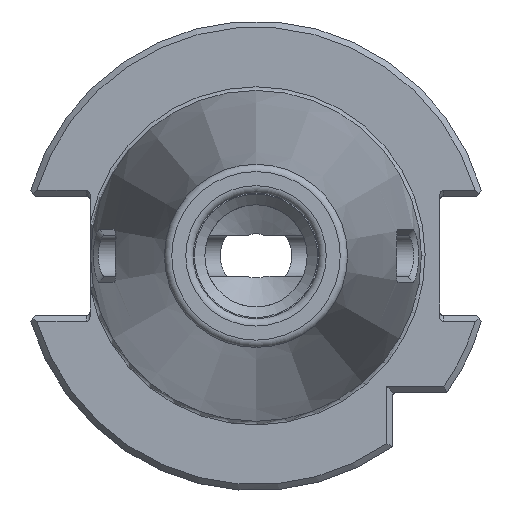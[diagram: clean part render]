
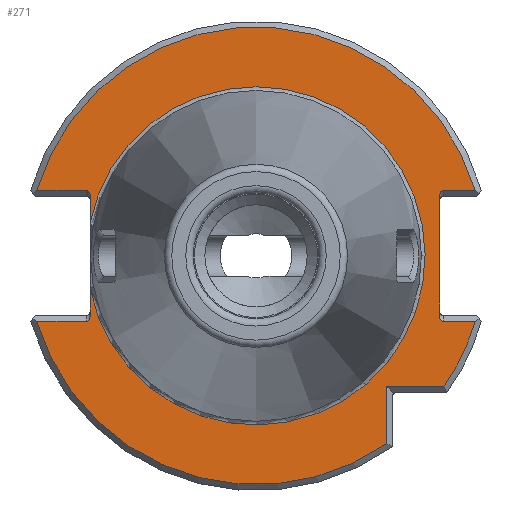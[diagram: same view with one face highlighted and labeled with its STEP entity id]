
A CAD part, left-side view. The second image highlights one B-rep face of the part: STEP entity #271.
In plain terms, the highlighted planar face has unit normal (-1, 0, 0).
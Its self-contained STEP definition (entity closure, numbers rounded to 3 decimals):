
#271 = ADVANCED_FACE( '', ( #614 ), #615, .T. );
#614 = FACE_OUTER_BOUND( '', #1067, .T. );
#615 = PLANE( '', #1068 );
#1067 = EDGE_LOOP( '', ( #1886, #1887, #1888, #1889, #1890, #1891, #1892, #1893, #1894, #1895, #1896, #1897, #1898, #1899, #1900, #1901, #1902 ) );
#1068 = AXIS2_PLACEMENT_3D( '', #1903, #1904, #1905 );
#1886 = ORIENTED_EDGE( '', *, *, #2474, .T. );
#1887 = ORIENTED_EDGE( '', *, *, #2725, .T. );
#1888 = ORIENTED_EDGE( '', *, *, #2665, .T. );
#1889 = ORIENTED_EDGE( '', *, *, #2726, .T. );
#1890 = ORIENTED_EDGE( '', *, *, #2727, .T. );
#1891 = ORIENTED_EDGE( '', *, *, #2728, .T. );
#1892 = ORIENTED_EDGE( '', *, *, #2532, .T. );
#1893 = ORIENTED_EDGE( '', *, *, #2615, .F. );
#1894 = ORIENTED_EDGE( '', *, *, #2682, .T. );
#1895 = ORIENTED_EDGE( '', *, *, #2425, .T. );
#1896 = ORIENTED_EDGE( '', *, *, #2710, .T. );
#1897 = ORIENTED_EDGE( '', *, *, #2729, .T. );
#1898 = ORIENTED_EDGE( '', *, *, #2730, .T. );
#1899 = ORIENTED_EDGE( '', *, *, #2714, .F. );
#1900 = ORIENTED_EDGE( '', *, *, #2731, .F. );
#1901 = ORIENTED_EDGE( '', *, *, #2712, .F. );
#1902 = ORIENTED_EDGE( '', *, *, #2662, .T. );
#1903 = CARTESIAN_POINT( '', ( 3.2, 0., 22.891 ) );
#1904 = DIRECTION( '', ( -1., 0., 0. ) );
#1905 = DIRECTION( '', ( 0., 0., 1. ) );
#2425 = EDGE_CURVE( '', #2857, #2855, #2858, .T. );
#2474 = EDGE_CURVE( '', #2941, #2939, #2942, .T. );
#2532 = EDGE_CURVE( '', #3044, #3045, #3046, .F. );
#2615 = EDGE_CURVE( '', #3181, #3045, #3183, .T. );
#2662 = EDGE_CURVE( '', #3249, #2941, #3250, .F. );
#2665 = EDGE_CURVE( '', #3253, #3254, #3255, .T. );
#2682 = EDGE_CURVE( '', #3181, #2857, #3277, .F. );
#2710 = EDGE_CURVE( '', #2855, #3315, #3317, .T. );
#2712 = EDGE_CURVE( '', #3249, #3319, #3320, .T. );
#2714 = EDGE_CURVE( '', #3321, #3323, #3324, .T. );
#2725 = EDGE_CURVE( '', #2939, #3253, #3340, .T. );
#2726 = EDGE_CURVE( '', #3254, #3341, #3342, .T. );
#2727 = EDGE_CURVE( '', #3341, #3343, #3344, .T. );
#2728 = EDGE_CURVE( '', #3343, #3044, #3345, .T. );
#2729 = EDGE_CURVE( '', #3315, #3346, #3347, .T. );
#2730 = EDGE_CURVE( '', #3346, #3323, #3348, .F. );
#2731 = EDGE_CURVE( '', #3319, #3321, #3349, .T. );
#2855 = VERTEX_POINT( '', #3488 );
#2857 = VERTEX_POINT( '', #3493 );
#2858 = LINE( '', #3494, #3495 );
#2939 = VERTEX_POINT( '', #3677 );
#2941 = VERTEX_POINT( '', #3682 );
#2942 = LINE( '', #3683, #3684 );
#3044 = VERTEX_POINT( '', #3881 );
#3045 = VERTEX_POINT( '', #3882 );
#3046 = ELLIPSE( '', #3883, 0.707, 0.5 );
#3181 = VERTEX_POINT( '', #4290 );
#3183 = LINE( '', #4293, #4294 );
#3249 = VERTEX_POINT( '', #4417 );
#3250 = ELLIPSE( '', #4418, 0.707, 0.5 );
#3253 = VERTEX_POINT( '', #4422 );
#3254 = VERTEX_POINT( '', #4423 );
#3255 = LINE( '', #4424, #4425 );
#3277 = ELLIPSE( '', #4460, 0.707, 0.5 );
#3315 = VERTEX_POINT( '', #4568 );
#3317 = CIRCLE( '', #4573, 30.975 );
#3319 = VERTEX_POINT( '', #4575 );
#3320 = LINE( '', #4576, #4577 );
#3321 = VERTEX_POINT( '', #4578 );
#3323 = VERTEX_POINT( '', #4595 );
#3324 = LINE( '', #4596, #4597 );
#3340 = CIRCLE( '', #4625, 30.975 );
#3341 = VERTEX_POINT( '', #4626 );
#3342 = LINE( '', #4627, #4628 );
#3343 = VERTEX_POINT( '', #4629 );
#3344 = CIRCLE( '', #4630, 30.975 );
#3345 = LINE( '', #4631, #4632 );
#3346 = VERTEX_POINT( '', #4633 );
#3347 = LINE( '', #4634, #4635 );
#3348 = ELLIPSE( '', #4636, 0.707, 0.5 );
#3349 = CIRCLE( '', #4637, 22.891 );
#3488 = CARTESIAN_POINT( '', ( 3.2, -29.684, 8.85 ) );
#3493 = CARTESIAN_POINT( '', ( 3.2, -25.35, 8.85 ) );
#3494 = CARTESIAN_POINT( '', ( 3.2, -30.893, 8.85 ) );
#3495 = VECTOR( '', #4874, 1000. );
#3677 = CARTESIAN_POINT( '', ( 3.2, 29.684, -8.85 ) );
#3682 = CARTESIAN_POINT( '', ( 3.2, 22.95, -8.85 ) );
#3683 = CARTESIAN_POINT( '', ( 3.2, 30.893, -8.85 ) );
#3684 = VECTOR( '', #4928, 1000. );
#3881 = CARTESIAN_POINT( '', ( 3.2, -25.35, -8.85 ) );
#3882 = CARTESIAN_POINT( '', ( 3.2, -24.85, -8.143 ) );
#3883 = AXIS2_PLACEMENT_3D( '', #4972, #4973, #4974 );
#4290 = CARTESIAN_POINT( '', ( 3.2, -24.85, 8.143 ) );
#4293 = CARTESIAN_POINT( '', ( 3.2, -24.85, 8.05 ) );
#4294 = VECTOR( '', #5043, 1000. );
#4417 = CARTESIAN_POINT( '', ( 3.2, 22.45, -8.143 ) );
#4418 = AXIS2_PLACEMENT_3D( '', #5104, #5105, #5106 );
#4422 = CARTESIAN_POINT( '', ( 3.2, -17.7, -25.42 ) );
#4423 = CARTESIAN_POINT( '', ( 3.2, -17.7, -17.7 ) );
#4424 = CARTESIAN_POINT( '', ( 3.2, -17.7, -18.5 ) );
#4425 = VECTOR( '', #5108, 1000. );
#4460 = AXIS2_PLACEMENT_3D( '', #5128, #5129, #5130 );
#4568 = CARTESIAN_POINT( '', ( 3.2, 29.684, 8.85 ) );
#4573 = AXIS2_PLACEMENT_3D( '', #5154, #5155, #5156 );
#4575 = CARTESIAN_POINT( '', ( 3.2, 22.45, -4.472 ) );
#4576 = CARTESIAN_POINT( '', ( 3.2, 22.45, -8.05 ) );
#4577 = VECTOR( '', #5157, 1000. );
#4578 = CARTESIAN_POINT( '', ( 3.2, 22.45, 4.472 ) );
#4595 = CARTESIAN_POINT( '', ( 3.2, 22.45, 8.143 ) );
#4596 = CARTESIAN_POINT( '', ( 3.2, 22.45, -8.05 ) );
#4597 = VECTOR( '', #5158, 1000. );
#4625 = AXIS2_PLACEMENT_3D( '', #5165, #5166, #5167 );
#4626 = CARTESIAN_POINT( '', ( 3.2, -25.42, -17.7 ) );
#4627 = CARTESIAN_POINT( '', ( 3.2, -26.018, -17.7 ) );
#4628 = VECTOR( '', #5168, 1000. );
#4629 = CARTESIAN_POINT( '', ( 3.2, -29.684, -8.85 ) );
#4630 = AXIS2_PLACEMENT_3D( '', #5169, #5170, #5171 );
#4631 = CARTESIAN_POINT( '', ( 3.2, -24.85, -8.85 ) );
#4632 = VECTOR( '', #5172, 1000. );
#4633 = CARTESIAN_POINT( '', ( 3.2, 22.95, 8.85 ) );
#4634 = CARTESIAN_POINT( '', ( 3.2, 22.45, 8.85 ) );
#4635 = VECTOR( '', #5173, 1000. );
#4636 = AXIS2_PLACEMENT_3D( '', #5174, #5175, #5176 );
#4637 = AXIS2_PLACEMENT_3D( '', #5177, #5178, #5179 );
#4874 = DIRECTION( '', ( 0., -1., 0. ) );
#4928 = DIRECTION( '', ( 0., 1., 0. ) );
#4972 = CARTESIAN_POINT( '', ( 3.2, -25.35, -8.143 ) );
#4973 = DIRECTION( '', ( -1., 0., 0. ) );
#4974 = DIRECTION( '', ( 0., 0., 1. ) );
#5043 = DIRECTION( '', ( 0., 0., -1. ) );
#5104 = CARTESIAN_POINT( '', ( 3.2, 22.95, -8.143 ) );
#5105 = DIRECTION( '', ( -1., 0., 0. ) );
#5106 = DIRECTION( '', ( 0., 0., -1. ) );
#5108 = DIRECTION( '', ( 0., 0., 1. ) );
#5128 = CARTESIAN_POINT( '', ( 3.2, -25.35, 8.143 ) );
#5129 = DIRECTION( '', ( -1., 0., 0. ) );
#5130 = DIRECTION( '', ( 0., 0., 1. ) );
#5154 = CARTESIAN_POINT( '', ( 3.2, 0., 0. ) );
#5155 = DIRECTION( '', ( -1., 0., 0. ) );
#5156 = DIRECTION( '', ( 0., 0., 1. ) );
#5157 = DIRECTION( '', ( 0., 0., 1. ) );
#5158 = DIRECTION( '', ( 0., 0., 1. ) );
#5165 = CARTESIAN_POINT( '', ( 3.2, 0., 0. ) );
#5166 = DIRECTION( '', ( -1., 0., 0. ) );
#5167 = DIRECTION( '', ( 0., 0., 1. ) );
#5168 = DIRECTION( '', ( 0., -1., 0. ) );
#5169 = CARTESIAN_POINT( '', ( 3.2, 0., 0. ) );
#5170 = DIRECTION( '', ( -1., 0., 0. ) );
#5171 = DIRECTION( '', ( 0., 0., 1. ) );
#5172 = DIRECTION( '', ( 0., 1., 0. ) );
#5173 = DIRECTION( '', ( 0., -1., 0. ) );
#5174 = CARTESIAN_POINT( '', ( 3.2, 22.95, 8.143 ) );
#5175 = DIRECTION( '', ( -1., 0., 0. ) );
#5176 = DIRECTION( '', ( 0., 0., -1. ) );
#5177 = CARTESIAN_POINT( '', ( 3.2, 0., 0. ) );
#5178 = DIRECTION( '', ( -1., 0., 0. ) );
#5179 = DIRECTION( '', ( 0., 0., 1. ) );
